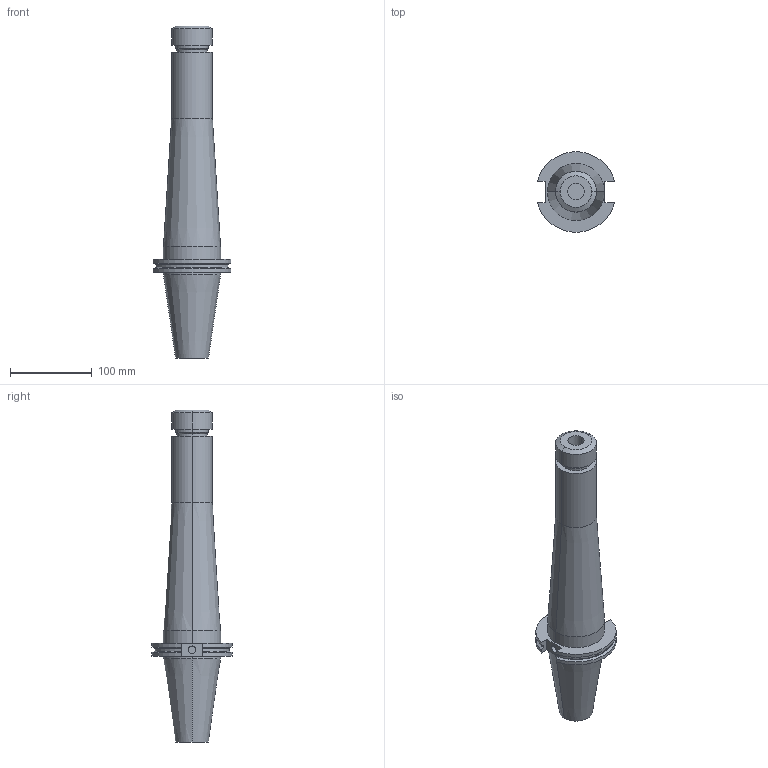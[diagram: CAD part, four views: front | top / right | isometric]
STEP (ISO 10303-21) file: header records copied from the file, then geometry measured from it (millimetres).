
FILE_DESCRIPTION (( 'STEP AP203' ), '1' );
FILE_NAME ('STP-SATE-22317-12T.STEP', '2018-09-11T09:05:28', ( 'user' ), ( '' ), 'SwSTEP 2.0', 'SolidWorks 2015', '' );
FILE_SCHEMA (( 'CONFIG_CONTROL_DESIGN' ));
Length unit declared in the file: millimetre
Products named in the file (1): STP-SATE-22317-12T
Bounding box: 94.95 x 98.05 x 406.4 mm (x, y, z)
Volume: 1040753.9 mm3; surface area: 94354 mm2
Topology: 1 solids, 1 shells, 65 faces, 148 edges, 91 vertices
Faces by surface type: cylinder 28, plane 19, cone 18
Entity records: 1899 total; most frequent: DIRECTION 336, CARTESIAN_POINT 327, ORIENTED_EDGE 292, EDGE_CURVE 146, AXIS2_PLACEMENT_3D 132, VERTEX_POINT 91, EDGE_LOOP 73, LINE 72
